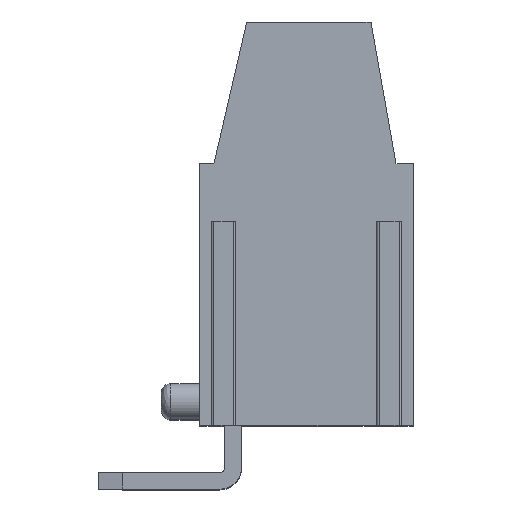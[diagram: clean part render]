
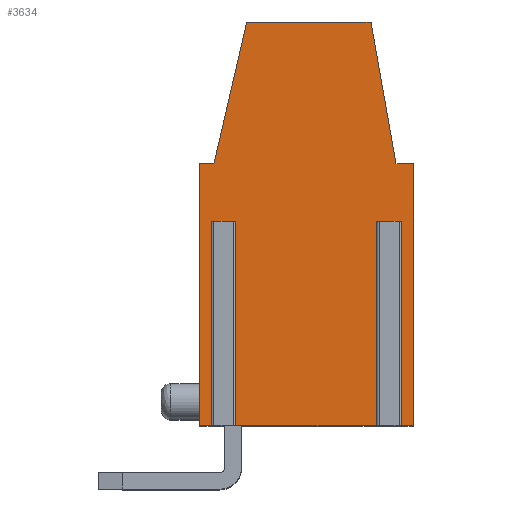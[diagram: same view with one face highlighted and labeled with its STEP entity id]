
A CAD part, top view. The second image highlights one B-rep face of the part: STEP entity #3634.
In plain terms, the highlighted planar face has unit normal (0, 0, 1).
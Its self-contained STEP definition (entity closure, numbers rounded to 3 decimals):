
#13=DIRECTION('',(-1.,0.,0.));
#14=VECTOR('',#13,0.814);
#15=CARTESIAN_POINT('',(6.453,1.45,22.5));
#16=LINE('',#15,#14);
#17=DIRECTION('',(0.,-1.,0.));
#18=VECTOR('',#17,8.5);
#19=CARTESIAN_POINT('',(5.639,1.45,22.5));
#20=LINE('',#19,#18);
#21=DIRECTION('',(-1.,0.,0.));
#22=VECTOR('',#21,6.078);
#23=CARTESIAN_POINT('',(5.639,-7.05,22.5));
#24=LINE('',#23,#22);
#25=DIRECTION('',(0.,-1.,0.));
#26=VECTOR('',#25,8.5);
#27=CARTESIAN_POINT('',(-0.439,1.45,22.5));
#28=LINE('',#27,#26);
#29=DIRECTION('',(-1.,0.,0.));
#30=VECTOR('',#29,0.814);
#31=CARTESIAN_POINT('',(-0.439,1.45,22.5));
#32=LINE('',#31,#30);
#33=DIRECTION('',(0.,-1.,0.));
#34=VECTOR('',#33,8.5);
#35=CARTESIAN_POINT('',(-1.253,1.45,22.5));
#36=LINE('',#35,#34);
#37=DIRECTION('',(-1.,0.,0.));
#38=VECTOR('',#37,0.597);
#39=CARTESIAN_POINT('',(-1.253,-7.05,22.5));
#40=LINE('',#39,#38);
#41=DIRECTION('',(0.,1.,0.));
#42=VECTOR('',#41,10.9);
#43=CARTESIAN_POINT('',(-1.85,-7.05,22.5));
#44=LINE('',#43,#42);
#45=DIRECTION('',(1.,0.,0.));
#46=VECTOR('',#45,0.6);
#47=CARTESIAN_POINT('',(-1.85,3.85,22.5));
#48=LINE('',#47,#46);
#49=DIRECTION('',(0.225,0.974,0.));
#50=VECTOR('',#49,6.055);
#51=CARTESIAN_POINT('',(-1.25,3.85,22.5));
#52=LINE('',#51,#50);
#53=DIRECTION('',(1.,0.,0.));
#54=VECTOR('',#53,5.178);
#55=CARTESIAN_POINT('',(0.112,9.75,22.5));
#56=LINE('',#55,#54);
#57=DIRECTION('',(0.174,-0.985,0.));
#58=VECTOR('',#57,5.991);
#59=CARTESIAN_POINT('',(5.29,9.75,22.5));
#60=LINE('',#59,#58);
#61=DIRECTION('',(1.,0.,0.));
#62=VECTOR('',#61,0.72);
#63=CARTESIAN_POINT('',(6.33,3.85,22.5));
#64=LINE('',#63,#62);
#65=DIRECTION('',(0.,-1.,0.));
#66=VECTOR('',#65,10.9);
#67=CARTESIAN_POINT('',(7.05,3.85,22.5));
#68=LINE('',#67,#66);
#69=DIRECTION('',(-1.,0.,0.));
#70=VECTOR('',#69,0.597);
#71=CARTESIAN_POINT('',(7.05,-7.05,22.5));
#72=LINE('',#71,#70);
#73=DIRECTION('',(0.,-1.,0.));
#74=VECTOR('',#73,8.5);
#75=CARTESIAN_POINT('',(6.453,1.45,22.5));
#76=LINE('',#75,#74);
#2819=CARTESIAN_POINT('',(7.05,3.85,22.5));
#2820=CARTESIAN_POINT('',(7.05,-7.05,22.5));
#2821=VERTEX_POINT('',#2819);
#2822=VERTEX_POINT('',#2820);
#2823=CARTESIAN_POINT('',(6.33,3.85,22.5));
#2824=VERTEX_POINT('',#2823);
#2825=CARTESIAN_POINT('',(5.29,9.75,22.5));
#2826=VERTEX_POINT('',#2825);
#2827=CARTESIAN_POINT('',(0.112,9.75,22.5));
#2828=VERTEX_POINT('',#2827);
#2829=CARTESIAN_POINT('',(-1.25,3.85,22.5));
#2830=VERTEX_POINT('',#2829);
#2831=CARTESIAN_POINT('',(-1.85,3.85,22.5));
#2832=VERTEX_POINT('',#2831);
#2833=CARTESIAN_POINT('',(-1.85,-7.05,22.5));
#2834=VERTEX_POINT('',#2833);
#2963=CARTESIAN_POINT('',(6.453,1.45,22.5));
#2964=CARTESIAN_POINT('',(5.639,1.45,22.5));
#2965=VERTEX_POINT('',#2963);
#2966=VERTEX_POINT('',#2964);
#2967=CARTESIAN_POINT('',(-0.439,1.45,22.5));
#2968=CARTESIAN_POINT('',(-1.253,1.45,22.5));
#2969=VERTEX_POINT('',#2967);
#2970=VERTEX_POINT('',#2968);
#2971=CARTESIAN_POINT('',(-1.253,-7.05,22.5));
#2972=VERTEX_POINT('',#2971);
#2973=CARTESIAN_POINT('',(-0.439,-7.05,22.5));
#2974=VERTEX_POINT('',#2973);
#2975=CARTESIAN_POINT('',(5.639,-7.05,22.5));
#2976=VERTEX_POINT('',#2975);
#2977=CARTESIAN_POINT('',(6.453,-7.05,22.5));
#2978=VERTEX_POINT('',#2977);
#3595=CARTESIAN_POINT('',(0.,0.,22.5));
#3596=DIRECTION('',(0.,0.,1.));
#3597=DIRECTION('',(1.,0.,0.));
#3598=AXIS2_PLACEMENT_3D('',#3595,#3596,#3597);
#3599=PLANE('',#3598);
#3601=ORIENTED_EDGE('',*,*,#3600,.T.);
#3603=ORIENTED_EDGE('',*,*,#3602,.T.);
#3605=ORIENTED_EDGE('',*,*,#3604,.T.);
#3607=ORIENTED_EDGE('',*,*,#3606,.F.);
#3609=ORIENTED_EDGE('',*,*,#3608,.T.);
#3611=ORIENTED_EDGE('',*,*,#3610,.T.);
#3613=ORIENTED_EDGE('',*,*,#3612,.T.);
#3615=ORIENTED_EDGE('',*,*,#3614,.T.);
#3617=ORIENTED_EDGE('',*,*,#3616,.T.);
#3619=ORIENTED_EDGE('',*,*,#3618,.T.);
#3621=ORIENTED_EDGE('',*,*,#3620,.T.);
#3623=ORIENTED_EDGE('',*,*,#3622,.T.);
#3625=ORIENTED_EDGE('',*,*,#3624,.T.);
#3627=ORIENTED_EDGE('',*,*,#3626,.T.);
#3629=ORIENTED_EDGE('',*,*,#3628,.T.);
#3631=ORIENTED_EDGE('',*,*,#3630,.F.);
#3632=EDGE_LOOP('',(#3601,#3603,#3605,#3607,#3609,#3611,#3613,#3615,#3617,#3619,
#3621,#3623,#3625,#3627,#3629,#3631));
#3633=FACE_OUTER_BOUND('',#3632,.F.);
#3600=EDGE_CURVE('',#2965,#2966,#16,.T.);
#3602=EDGE_CURVE('',#2966,#2976,#20,.T.);
#3604=EDGE_CURVE('',#2976,#2974,#24,.T.);
#3606=EDGE_CURVE('',#2969,#2974,#28,.T.);
#3608=EDGE_CURVE('',#2969,#2970,#32,.T.);
#3610=EDGE_CURVE('',#2970,#2972,#36,.T.);
#3612=EDGE_CURVE('',#2972,#2834,#40,.T.);
#3614=EDGE_CURVE('',#2834,#2832,#44,.T.);
#3616=EDGE_CURVE('',#2832,#2830,#48,.T.);
#3618=EDGE_CURVE('',#2830,#2828,#52,.T.);
#3620=EDGE_CURVE('',#2828,#2826,#56,.T.);
#3622=EDGE_CURVE('',#2826,#2824,#60,.T.);
#3624=EDGE_CURVE('',#2824,#2821,#64,.T.);
#3626=EDGE_CURVE('',#2821,#2822,#68,.T.);
#3628=EDGE_CURVE('',#2822,#2978,#72,.T.);
#3630=EDGE_CURVE('',#2965,#2978,#76,.T.);
#3634=ADVANCED_FACE('',(#3633),#3599,.T.);
